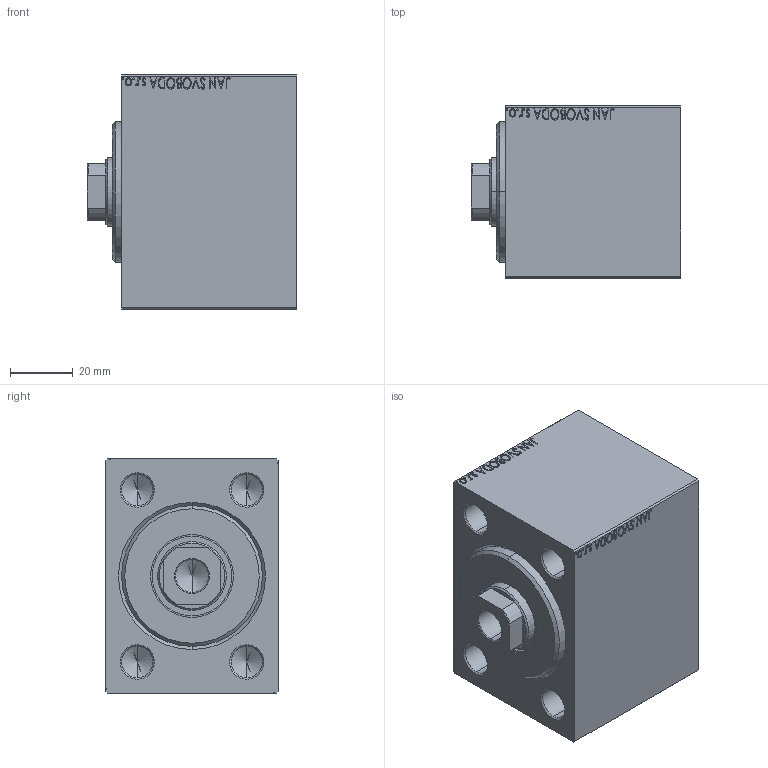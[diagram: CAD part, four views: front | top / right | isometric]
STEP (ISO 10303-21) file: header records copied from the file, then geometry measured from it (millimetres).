
FILE_DESCRIPTION (( 'STEP AP203' ), '1' );
FILE_NAME ('2114.STEP', '2021-11-02T02:49:55', ( '' ), ( '' ), 'SwSTEP 2.0', 'SolidWorks 2019', '' );
FILE_SCHEMA (( 'CONFIG_CONTROL_DESIGN' ));
Length unit declared in the file: millimetre
Products named in the file (4): V450CM_B_VCP 88611c4aca1fca35a8ced51b8c525f25; 2114; V450CM_VC_B 88611c4aca1fca35a8ced51b8c525f25; V450CM_B 88611c4aca1fca35a8ced51b8c525f25
Assembly tree (3 placements, depth 2):
  2114
    V450CM_B 88611c4aca1fca35a8ced51b8c525f25
    V450CM_B_VCP 88611c4aca1fca35a8ced51b8c525f25
    V450CM_VC_B 88611c4aca1fca35a8ced51b8c525f25
Bounding box: 67 x 55 x 75 mm (x, y, z)
Volume: 216806.3 mm3; surface area: 47845.3 mm2
Topology: 3 solids, 3 shells, 873 faces, 2241 edges, 1468 vertices
Faces by surface type: plane 399, bspline 380, cylinder 48, cone 46
Entity records: 44172 total; most frequent: CARTESIAN_POINT 25166, ORIENTED_EDGE 4446, DIRECTION 2572, EDGE_CURVE 2223, VERTEX_POINT 1468, VECTOR 1324, LINE 1324, EDGE_LOOP 987
